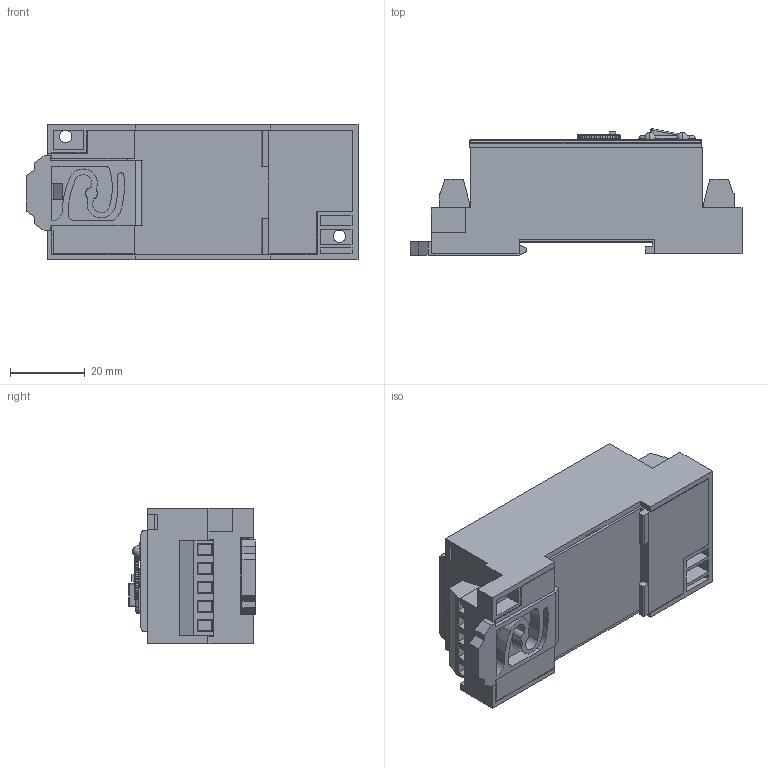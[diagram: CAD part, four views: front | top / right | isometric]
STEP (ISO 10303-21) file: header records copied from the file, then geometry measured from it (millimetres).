
FILE_DESCRIPTION (( 'STEP AP203' ), '1' );
FILE_NAME ('CR3595-Alarm.STEP', '2018-01-08T20:08:26', ( '' ), ( '' ), 'SwSTEP 2.0', 'SolidWorks 2018', '' );
FILE_SCHEMA (( 'CONFIG_CONTROL_DESIGN' ));
Length unit declared in the file: inch
Products named in the file (12): M001554 RevB - Cover, Trans Lower Base - Top_PRINTED; M002278-LED_Cut Leads; M002285-LED GREEN_CUT LEADS; M001550-Cover, Trans Low Base - Bottom; M003265-Dial; M001551 RevB - Clip, Trans Mounting - Din Rail_Reinforced; M003271-SWITCH; M001552 - Base, Trans Lower - Universal; CR3595-Alarm; M000713-Term-Block-PCB-5-4-3-Space; M000713-Term-Block-PCB-5-4-3-Space_4-space; M001553-Cover, Trans Lowr Base Trimpot
Assembly tree (11 placements, depth 2):
  CR3595-Alarm
    M001550-Cover, Trans Low Base - Bottom
    M001551 RevB - Clip, Trans Mounting - Din Rail_Reinforced
    M001552 - Base, Trans Lower - Universal
    M000713-Term-Block-PCB-5-4-3-Space
    M000713-Term-Block-PCB-5-4-3-Space_4-space
    M001553-Cover, Trans Lowr Base Trimpot
    M001554 RevB - Cover, Trans Lower Base - Top_PRINTED
    M002278-LED_Cut Leads
    M002285-LED GREEN_CUT LEADS
    M003265-Dial
    M003271-SWITCH
Bounding box: 88.59 x 33.77 x 36.09 mm (x, y, z)
Volume: 25293.3 mm3; surface area: 31840.2 mm2
Topology: 12 solids, 12 shells, 2162 faces, 5596 edges, 3665 vertices
Faces by surface type: plane 1288, bspline 503, cylinder 228, torus 135, sphere 8
Entity records: 96621 total; most frequent: CARTESIAN_POINT 45682, ORIENTED_EDGE 11164, DIRECTION 8409, EDGE_CURVE 5582, LINE 3845, VECTOR 3845, VERTEX_POINT 3663, EDGE_LOOP 2407
